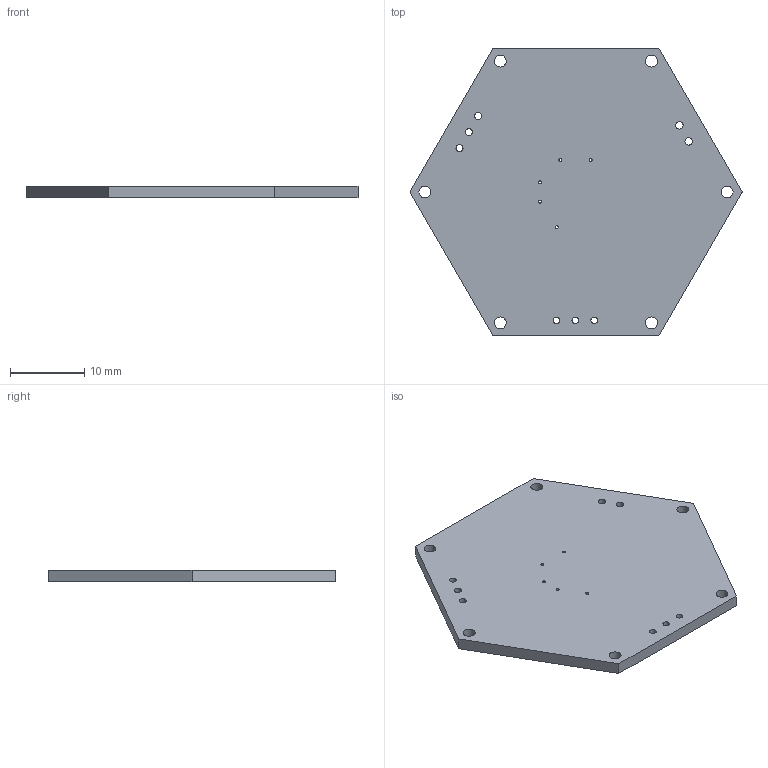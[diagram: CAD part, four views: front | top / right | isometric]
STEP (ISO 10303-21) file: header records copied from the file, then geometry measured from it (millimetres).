
FILE_DESCRIPTION(('KiCad electronic assembly'),'2;1');
FILE_NAME('Untitled.step','2024-07-30T08:47:29',('Pcbnew'),('Kicad'), 'Open CASCADE STEP processor 7.7','KiCad to STEP converter','Unknown' );
FILE_SCHEMA(('AUTOMOTIVE_DESIGN { 1 0 10303 214 1 1 1 1 }'));
Length unit declared in the file: millimetre
Products named in the file (2): Untitled 1; Untitled_PCB
Assembly tree (1 placements, depth 2):
  Untitled 1
    Untitled_PCB
Bounding box: 44.59 x 38.62 x 1.6 mm (x, y, z)
Volume: 2037.4 mm3; surface area: 2856.9 mm2
Topology: 1 solids, 1 shells, 27 faces, 75 edges, 50 vertices
Faces by surface type: cylinder 19, plane 8
Full cylindrical faces by diameter (mm): 0.4 x5, 0.889 x3, 0.95 x3, 1 x2, 1.6 x6
Entity records: 1000 total; most frequent: DIRECTION 171, CARTESIAN_POINT 154, ORIENTED_EDGE 150, EDGE_CURVE 75, AXIS2_PLACEMENT_3D 67, FACE_BOUND 65, EDGE_LOOP 65, VERTEX_POINT 50
